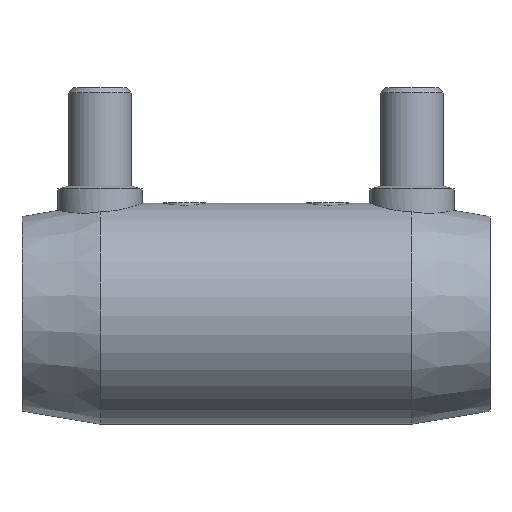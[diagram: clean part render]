
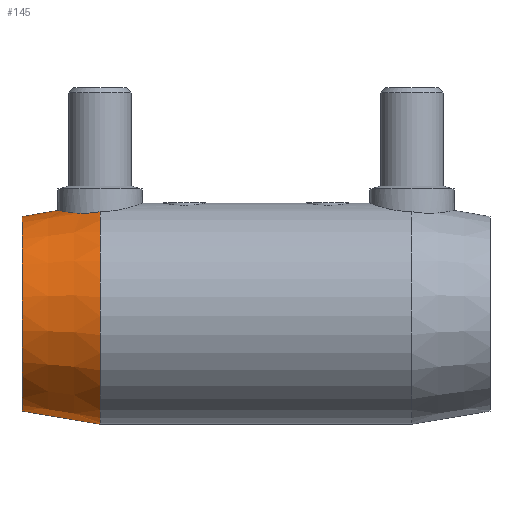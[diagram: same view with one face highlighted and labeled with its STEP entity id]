
A CAD part, top view. The second image highlights one B-rep face of the part: STEP entity #145.
In plain terms, the highlighted conical face has half-angle 9.567 degrees and reference radius 19.75 mm.
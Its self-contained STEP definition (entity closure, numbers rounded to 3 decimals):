
#145 = ADVANCED_FACE( '', ( #296 ), #297, .T. );
#296 = FACE_OUTER_BOUND( '', #452, .T. );
#297 = CONICAL_SURFACE( '', #453, 19.75, 0.167 );
#452 = EDGE_LOOP( '', ( #994, #995, #996, #997, #998 ) );
#453 = AXIS2_PLACEMENT_3D( '', #999, #1000, #1001 );
#994 = ORIENTED_EDGE( '', *, *, #1029, .T. );
#995 = ORIENTED_EDGE( '', *, *, #1192, .F. );
#996 = ORIENTED_EDGE( '', *, *, #1032, .T. );
#997 = ORIENTED_EDGE( '', *, *, #1180, .T. );
#998 = ORIENTED_EDGE( '', *, *, #1182, .T. );
#999 = CARTESIAN_POINT( '', ( -37.583, 0., 0. ) );
#1000 = DIRECTION( '', ( 1., 0., 0. ) );
#1001 = DIRECTION( '', ( 0., 1., 0. ) );
#1029 = EDGE_CURVE( '', #1204, #1205, #1206, .T. );
#1032 = EDGE_CURVE( '', #1211, #1209, #1212, .T. );
#1180 = EDGE_CURVE( '', #1209, #1452, #1454, .T. );
#1182 = EDGE_CURVE( '', #1452, #1204, #1456, .T. );
#1192 = EDGE_CURVE( '', #1211, #1205, #1466, .T. );
#1204 = VERTEX_POINT( '', #1517 );
#1205 = VERTEX_POINT( '', #1518 );
#1206 = LINE( '', #1519, #1520 );
#1209 = VERTEX_POINT( '', #1560 );
#1211 = VERTEX_POINT( '', #1562 );
#1212 = LINE( '', #1563, #1564 );
#1452 = VERTEX_POINT( '', #2150 );
#1454 = CIRCLE( '', #2185, 21. );
#1456 = B_SPLINE_CURVE_WITH_KNOTS( '', 3, ( #2187, #2188, #2189, #2190, #2191, #2192, #2193, #2194, #2195, #2196, #2197, #2198, #2199, #2200, #2201, #2202, #2203, #2204, #2205, #2206, #2207, #2208, #2209, #2210, #2211, #2212, #2213, #2214, #2215, #2216, #2217, #2218, #2219, #2220, #2221, #2222, #2223, #2224 ), .UNSPECIFIED., .F., .F., ( 4, 2, 2, 2, 2, 2, 2, 2, 2, 2, 2, 2, 2, 2, 2, 2, 2, 2, 4 ), ( 9.121, 9.634, 11.076, 12.517, 13.959, 15.401, 16.855, 18.31, 19.765, 21.219, 22.674, 24.129, 25.583, 27.038, 28.48, 29.921, 31.363, 32.805, 33.318 ), .UNSPECIFIED. );
#1466 = CIRCLE( '', #2234, 18.5 );
#1517 = CARTESIAN_POINT( '', ( -38.167, 19.652, 0. ) );
#1518 = CARTESIAN_POINT( '', ( -45., 18.5, 0. ) );
#1519 = CARTESIAN_POINT( '', ( -37.583, 19.75, 0. ) );
#1520 = VECTOR( '', #2244, 1. );
#1560 = CARTESIAN_POINT( '', ( -30.167, -21., 0. ) );
#1562 = CARTESIAN_POINT( '', ( -45., -18.5, 0. ) );
#1563 = CARTESIAN_POINT( '', ( -37.583, -19.75, 0. ) );
#1564 = VECTOR( '', #2248, 1. );
#2150 = CARTESIAN_POINT( '', ( -30.167, 19.416, 8. ) );
#2185 = AXIS2_PLACEMENT_3D( '', #2505, #2506, #2507 );
#2187 = CARTESIAN_POINT( '', ( -30.167, 19.416, 8. ) );
#2188 = CARTESIAN_POINT( '', ( -30.34, 19.385, 8. ) );
#2189 = CARTESIAN_POINT( '', ( -30.512, 19.356, 7.994 ) );
#2190 = CARTESIAN_POINT( '', ( -31.154, 19.256, 7.953 ) );
#2191 = CARTESIAN_POINT( '', ( -31.644, 19.198, 7.878 ) );
#2192 = CARTESIAN_POINT( '', ( -32.617, 19.12, 7.632 ) );
#2193 = CARTESIAN_POINT( '', ( -33.1, 19.101, 7.46 ) );
#2194 = CARTESIAN_POINT( '', ( -34.024, 19.099, 7.027 ) );
#2195 = CARTESIAN_POINT( '', ( -34.465, 19.116, 6.766 ) );
#2196 = CARTESIAN_POINT( '', ( -35.28, 19.171, 6.173 ) );
#2197 = CARTESIAN_POINT( '', ( -35.652, 19.21, 5.843 ) );
#2198 = CARTESIAN_POINT( '', ( -36.313, 19.293, 5.144 ) );
#2199 = CARTESIAN_POINT( '', ( -36.624, 19.342, 4.75 ) );
#2200 = CARTESIAN_POINT( '', ( -37.172, 19.437, 3.897 ) );
#2201 = CARTESIAN_POINT( '', ( -37.409, 19.484, 3.438 ) );
#2202 = CARTESIAN_POINT( '', ( -37.789, 19.564, 2.482 ) );
#2203 = CARTESIAN_POINT( '', ( -37.933, 19.597, 1.985 ) );
#2204 = CARTESIAN_POINT( '', ( -38.122, 19.641, 0.986 ) );
#2205 = CARTESIAN_POINT( '', ( -38.167, 19.652, 0.485 ) );
#2206 = CARTESIAN_POINT( '', ( -38.167, 19.652, -0.485 ) );
#2207 = CARTESIAN_POINT( '', ( -38.122, 19.641, -0.986 ) );
#2208 = CARTESIAN_POINT( '', ( -37.933, 19.597, -1.985 ) );
#2209 = CARTESIAN_POINT( '', ( -37.789, 19.564, -2.482 ) );
#2210 = CARTESIAN_POINT( '', ( -37.409, 19.484, -3.438 ) );
#2211 = CARTESIAN_POINT( '', ( -37.172, 19.437, -3.897 ) );
#2212 = CARTESIAN_POINT( '', ( -36.624, 19.342, -4.75 ) );
#2213 = CARTESIAN_POINT( '', ( -36.313, 19.293, -5.144 ) );
#2214 = CARTESIAN_POINT( '', ( -35.652, 19.21, -5.843 ) );
#2215 = CARTESIAN_POINT( '', ( -35.28, 19.171, -6.173 ) );
#2216 = CARTESIAN_POINT( '', ( -34.465, 19.116, -6.766 ) );
#2217 = CARTESIAN_POINT( '', ( -34.024, 19.099, -7.027 ) );
#2218 = CARTESIAN_POINT( '', ( -33.1, 19.101, -7.46 ) );
#2219 = CARTESIAN_POINT( '', ( -32.617, 19.12, -7.632 ) );
#2220 = CARTESIAN_POINT( '', ( -31.644, 19.198, -7.878 ) );
#2221 = CARTESIAN_POINT( '', ( -31.154, 19.256, -7.953 ) );
#2222 = CARTESIAN_POINT( '', ( -30.512, 19.356, -7.994 ) );
#2223 = CARTESIAN_POINT( '', ( -30.34, 19.385, -8. ) );
#2224 = CARTESIAN_POINT( '', ( -30.167, 19.416, -8. ) );
#2234 = AXIS2_PLACEMENT_3D( '', #2538, #2539, #2540 );
#2244 = DIRECTION( '', ( -0.986, -0.166, 0. ) );
#2248 = DIRECTION( '', ( 0.986, -0.166, 0. ) );
#2505 = CARTESIAN_POINT( '', ( -30.167, 0., 0. ) );
#2506 = DIRECTION( '', ( -1., 0., 0. ) );
#2507 = DIRECTION( '', ( 0., 1., 0. ) );
#2538 = CARTESIAN_POINT( '', ( -45., 0., 0. ) );
#2539 = DIRECTION( '', ( -1., 0., 0. ) );
#2540 = DIRECTION( '', ( 0., 1., 0. ) );
